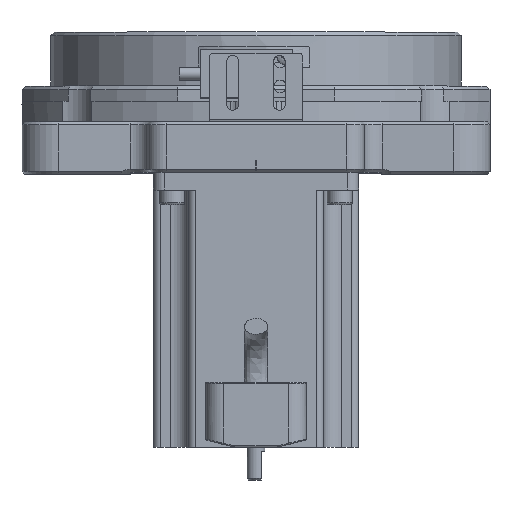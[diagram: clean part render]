
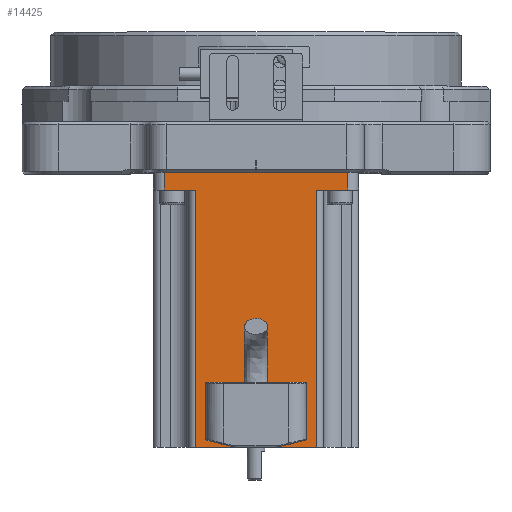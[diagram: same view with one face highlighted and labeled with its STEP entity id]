
A CAD part, top view. The second image highlights one B-rep face of the part: STEP entity #14425.
In plain terms, the highlighted planar face has unit normal (0, 0, 1).
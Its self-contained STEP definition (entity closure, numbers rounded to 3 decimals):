
#137 = EDGE_CURVE ( 'NONE', #20862, #16589, #27486, .T. ) ;
#560 = EDGE_CURVE ( 'NONE', #28560, #19661, #21650, .T. ) ;
#1777 = VERTEX_POINT ( 'NONE', #5694 ) ;
#1904 = DIRECTION ( 'NONE',  ( 0., 1., 0. ) ) ;
#1955 = CARTESIAN_POINT ( 'NONE',  ( 25.5, -10., 92.3 ) ) ;
#1985 = LINE ( 'NONE', #1955, #29781 ) ;
#2113 = ORIENTED_EDGE ( 'NONE', *, *, #14161, .F. ) ;
#2366 = VECTOR ( 'NONE', #12711, 1000. ) ;
#2440 = VECTOR ( 'NONE', #14086, 1000. ) ;
#4123 = VERTEX_POINT ( 'NONE', #7650 ) ;
#4179 = VECTOR ( 'NONE', #21599, 1000. ) ;
#4262 = ORIENTED_EDGE ( 'NONE', *, *, #10483, .T. ) ;
#4340 = ORIENTED_EDGE ( 'NONE', *, *, #10301, .T. ) ;
#4366 = CARTESIAN_POINT ( 'NONE',  ( -14., -58.7, 92.3 ) ) ;
#4396 = DIRECTION ( 'NONE',  ( -0.97, -0.243, 0. ) ) ;
#4413 = CARTESIAN_POINT ( 'NONE',  ( 18.329, -73.318, 92.3 ) ) ;
#4420 = LINE ( 'NONE', #4413, #8785 ) ;
#5043 = DIRECTION ( 'NONE',  ( 0., 1., 0. ) ) ;
#5066 = CARTESIAN_POINT ( 'NONE',  ( -16.75, -62.5, 92.3 ) ) ;
#5077 = LINE ( 'NONE', #5066, #26591 ) ;
#5309 = VERTEX_POINT ( 'NONE', #26066 ) ;
#5653 = DIRECTION ( 'NONE',  ( 0., -1., 0. ) ) ;
#5680 = CARTESIAN_POINT ( 'NONE',  ( -14., -76.4, 92.3 ) ) ;
#5689 = LINE ( 'NONE', #5680, #15719 ) ;
#5694 = CARTESIAN_POINT ( 'NONE',  ( -14., -74.166, 92.3 ) ) ;
#6042 = AXIS2_PLACEMENT_3D ( 'NONE', #27096, #27062, #27047 ) ;
#6122 = VERTEX_POINT ( 'NONE', #14668 ) ;
#6384 = VERTEX_POINT ( 'NONE', #11111 ) ;
#6496 = CARTESIAN_POINT ( 'NONE',  ( 14., -74.166, 92.3 ) ) ;
#6600 = DIRECTION ( 'NONE',  ( -0.97, 0.243, 0. ) ) ;
#6629 = CARTESIAN_POINT ( 'NONE',  ( -18.329, -73.318, 92.3 ) ) ;
#6636 = LINE ( 'NONE', #6629, #14511 ) ;
#7295 = EDGE_LOOP ( 'NONE', ( #17339, #16120, #15994, #15896, #20765, #20811, #22021, #21379, #21513, #22067, #21895, #24317, #4340, #21702, #4262, #2113, #8294, #8300 ) ) ;
#7397 = DIRECTION ( 'NONE',  ( 1., 0., 0. ) ) ;
#7405 = DIRECTION ( 'NONE',  ( 0., 0., 1. ) ) ;
#7436 = CARTESIAN_POINT ( 'NONE',  ( -25.5, -10., 92.3 ) ) ;
#7451 = PLANE ( 'NONE',  #22863 ) ;
#7488 = FACE_OUTER_BOUND ( 'NONE', #7295, .T. ) ;
#7650 = CARTESIAN_POINT ( 'NONE',  ( 25.5, 0., 92.3 ) ) ;
#8294 = ORIENTED_EDGE ( 'NONE', *, *, #32473, .T. ) ;
#8300 = ORIENTED_EDGE ( 'NONE', *, *, #24963, .F. ) ;
#8785 = VECTOR ( 'NONE', #4396, 1000. ) ;
#9203 = DIRECTION ( 'NONE',  ( -1., 0., 0. ) ) ;
#9233 = DIRECTION ( 'NONE',  ( 0., 0., -1. ) ) ;
#9250 = CARTESIAN_POINT ( 'NONE',  ( 13.7, -74.166, 92.3 ) ) ;
#9526 = VERTEX_POINT ( 'NONE', #6496 ) ;
#9713 = AXIS2_PLACEMENT_3D ( 'NONE', #25237, #25230, #25192 ) ;
#10301 = EDGE_CURVE ( 'NONE', #23024, #1777, #20219, .T. ) ;
#10483 = EDGE_CURVE ( 'NONE', #12166, #6384, #23924, .T. ) ;
#11030 = VERTEX_POINT ( 'NONE', #17771 ) ;
#11111 = CARTESIAN_POINT ( 'NONE',  ( -13.7, -58.4, 92.3 ) ) ;
#11199 = CARTESIAN_POINT ( 'NONE',  ( 25.5, -5., 92.3 ) ) ;
#11419 = DIRECTION ( 'NONE',  ( 1., 0., 0. ) ) ;
#11425 = CARTESIAN_POINT ( 'NONE',  ( -25.5, 0., 92.3 ) ) ;
#11468 = LINE ( 'NONE', #11425, #24474 ) ;
#11652 = VERTEX_POINT ( 'NONE', #11199 ) ;
#12166 = VERTEX_POINT ( 'NONE', #4366 ) ;
#12439 = CARTESIAN_POINT ( 'NONE',  ( 16.75, -76.4, 92.3 ) ) ;
#12576 = VECTOR ( 'NONE', #27447, 1000. ) ;
#12711 = DIRECTION ( 'NONE',  ( -1., 0., 0. ) ) ;
#12743 = CARTESIAN_POINT ( 'NONE',  ( -14., -58.4, 92.3 ) ) ;
#12756 = LINE ( 'NONE', #12743, #2366 ) ;
#12858 = CARTESIAN_POINT ( 'NONE',  ( -16.75, -76.4, 92.3 ) ) ;
#13428 = AXIS2_PLACEMENT_3D ( 'NONE', #9250, #9233, #9203 ) ;
#14031 = EDGE_CURVE ( 'NONE', #20862, #25289, #14180, .T. ) ;
#14086 = DIRECTION ( 'NONE',  ( -1., 0., 0. ) ) ;
#14095 = CARTESIAN_POINT ( 'NONE',  ( 16.75, -76.4, 92.3 ) ) ;
#14161 = EDGE_CURVE ( 'NONE', #6122, #6384, #12756, .T. ) ;
#14180 = LINE ( 'NONE', #14095, #2440 ) ;
#14270 = EDGE_CURVE ( 'NONE', #9526, #5309, #27615, .T. ) ;
#14425 = ADVANCED_FACE ( 'NONE', ( #7488 ), #7451, .T. ) ;
#14456 = CARTESIAN_POINT ( 'NONE',  ( 16.75, -5., 92.3 ) ) ;
#14511 = VECTOR ( 'NONE', #6600, 1000. ) ;
#14518 = AXIS2_PLACEMENT_3D ( 'NONE', #15588, #15573, #15548 ) ;
#14628 = EDGE_CURVE ( 'NONE', #32692, #32359, #5077, .T. ) ;
#14668 = CARTESIAN_POINT ( 'NONE',  ( 13.7, -58.4, 92.3 ) ) ;
#15034 = CARTESIAN_POINT ( 'NONE',  ( -6., -76.4, 92.3 ) ) ;
#15548 = DIRECTION ( 'NONE',  ( -1., 0., 0. ) ) ;
#15573 = DIRECTION ( 'NONE',  ( 0., 0., -1. ) ) ;
#15588 = CARTESIAN_POINT ( 'NONE',  ( 13.7, -58.7, 92.3 ) ) ;
#15719 = VECTOR ( 'NONE', #5653, 1000. ) ;
#15896 = ORIENTED_EDGE ( 'NONE', *, *, #137, .T. ) ;
#15994 = ORIENTED_EDGE ( 'NONE', *, *, #14031, .F. ) ;
#16120 = ORIENTED_EDGE ( 'NONE', *, *, #27228, .T. ) ;
#16256 = CARTESIAN_POINT ( 'NONE',  ( -16.75, -5., 92.3 ) ) ;
#16589 = VERTEX_POINT ( 'NONE', #14456 ) ;
#17339 = ORIENTED_EDGE ( 'NONE', *, *, #14270, .T. ) ;
#17721 = VECTOR ( 'NONE', #19762, 1000. ) ;
#17771 = CARTESIAN_POINT ( 'NONE',  ( 14., -58.7, 92.3 ) ) ;
#18705 = EDGE_CURVE ( 'NONE', #12166, #1777, #5689, .T. ) ;
#19607 = EDGE_CURVE ( 'NONE', #28560, #32359, #26058, .T. ) ;
#19661 = VERTEX_POINT ( 'NONE', #25521 ) ;
#19762 = DIRECTION ( 'NONE',  ( -1., 0., 0. ) ) ;
#19784 = CARTESIAN_POINT ( 'NONE',  ( 16.75, -76.4, 92.3 ) ) ;
#19794 = LINE ( 'NONE', #19784, #17721 ) ;
#20070 = CARTESIAN_POINT ( 'NONE',  ( -13.773, -74.457, 92.3 ) ) ;
#20219 = CIRCLE ( 'NONE', #6042, 0.3 ) ;
#20765 = ORIENTED_EDGE ( 'NONE', *, *, #25446, .T. ) ;
#20811 = ORIENTED_EDGE ( 'NONE', *, *, #30536, .T. ) ;
#20862 = VERTEX_POINT ( 'NONE', #12439 ) ;
#20959 = EDGE_CURVE ( 'NONE', #19661, #4123, #11468, .T. ) ;
#21379 = ORIENTED_EDGE ( 'NONE', *, *, #560, .F. ) ;
#21421 = EDGE_CURVE ( 'NONE', #29173, #23024, #6636, .T. ) ;
#21431 = CARTESIAN_POINT ( 'NONE',  ( -25.5, -5., 92.3 ) ) ;
#21513 = ORIENTED_EDGE ( 'NONE', *, *, #19607, .T. ) ;
#21599 = DIRECTION ( 'NONE',  ( 0., 1., 0. ) ) ;
#21617 = CARTESIAN_POINT ( 'NONE',  ( -25.5, -10., 92.3 ) ) ;
#21650 = LINE ( 'NONE', #21617, #4179 ) ;
#21702 = ORIENTED_EDGE ( 'NONE', *, *, #18705, .F. ) ;
#21895 = ORIENTED_EDGE ( 'NONE', *, *, #25700, .F. ) ;
#22021 = ORIENTED_EDGE ( 'NONE', *, *, #20959, .F. ) ;
#22067 = ORIENTED_EDGE ( 'NONE', *, *, #14628, .F. ) ;
#22620 = DIRECTION ( 'NONE',  ( 1., 0., 0. ) ) ;
#22644 = CARTESIAN_POINT ( 'NONE',  ( -25.5, -5., 92.3 ) ) ;
#22655 = LINE ( 'NONE', #22644, #28294 ) ;
#22863 = AXIS2_PLACEMENT_3D ( 'NONE', #7436, #7405, #7397 ) ;
#23024 = VERTEX_POINT ( 'NONE', #20070 ) ;
#23924 = CIRCLE ( 'NONE', #9713, 0.3 ) ;
#24317 = ORIENTED_EDGE ( 'NONE', *, *, #21421, .T. ) ;
#24474 = VECTOR ( 'NONE', #11419, 1000. ) ;
#24570 = CARTESIAN_POINT ( 'NONE',  ( 6., -76.4, 92.3 ) ) ;
#24963 = EDGE_CURVE ( 'NONE', #9526, #11030, #27296, .T. ) ;
#25192 = DIRECTION ( 'NONE',  ( -1., 0., 0. ) ) ;
#25230 = DIRECTION ( 'NONE',  ( 0., 0., -1. ) ) ;
#25237 = CARTESIAN_POINT ( 'NONE',  ( -13.7, -58.7, 92.3 ) ) ;
#25289 = VERTEX_POINT ( 'NONE', #24570 ) ;
#25446 = EDGE_CURVE ( 'NONE', #16589, #11652, #22655, .T. ) ;
#25521 = CARTESIAN_POINT ( 'NONE',  ( -25.5, 0., 92.3 ) ) ;
#25700 = EDGE_CURVE ( 'NONE', #29173, #32692, #19794, .T. ) ;
#26005 = DIRECTION ( 'NONE',  ( 1., 0., 0. ) ) ;
#26024 = CARTESIAN_POINT ( 'NONE',  ( -25.5, -5., 92.3 ) ) ;
#26058 = LINE ( 'NONE', #26024, #28515 ) ;
#26066 = CARTESIAN_POINT ( 'NONE',  ( 13.773, -74.457, 92.3 ) ) ;
#26591 = VECTOR ( 'NONE', #5043, 1000. ) ;
#27047 = DIRECTION ( 'NONE',  ( -1., 0., 0. ) ) ;
#27062 = DIRECTION ( 'NONE',  ( 0., 0., -1. ) ) ;
#27096 = CARTESIAN_POINT ( 'NONE',  ( -13.7, -74.166, 92.3 ) ) ;
#27228 = EDGE_CURVE ( 'NONE', #5309, #25289, #4420, .T. ) ;
#27254 = DIRECTION ( 'NONE',  ( 0., 1., 0. ) ) ;
#27287 = CARTESIAN_POINT ( 'NONE',  ( 14., -76.4, 92.3 ) ) ;
#27296 = LINE ( 'NONE', #27287, #32776 ) ;
#27447 = DIRECTION ( 'NONE',  ( 0., 1., 0. ) ) ;
#27460 = CARTESIAN_POINT ( 'NONE',  ( 16.75, -62.5, 92.3 ) ) ;
#27486 = LINE ( 'NONE', #27460, #12576 ) ;
#27615 = CIRCLE ( 'NONE', #13428, 0.3 ) ;
#28294 = VECTOR ( 'NONE', #22620, 1000. ) ;
#28515 = VECTOR ( 'NONE', #26005, 1000. ) ;
#28560 = VERTEX_POINT ( 'NONE', #21431 ) ;
#28755 = CIRCLE ( 'NONE', #14518, 0.3 ) ;
#29173 = VERTEX_POINT ( 'NONE', #15034 ) ;
#29781 = VECTOR ( 'NONE', #1904, 1000. ) ;
#30536 = EDGE_CURVE ( 'NONE', #11652, #4123, #1985, .T. ) ;
#32359 = VERTEX_POINT ( 'NONE', #16256 ) ;
#32473 = EDGE_CURVE ( 'NONE', #6122, #11030, #28755, .T. ) ;
#32692 = VERTEX_POINT ( 'NONE', #12858 ) ;
#32776 = VECTOR ( 'NONE', #27254, 1000. ) ;
